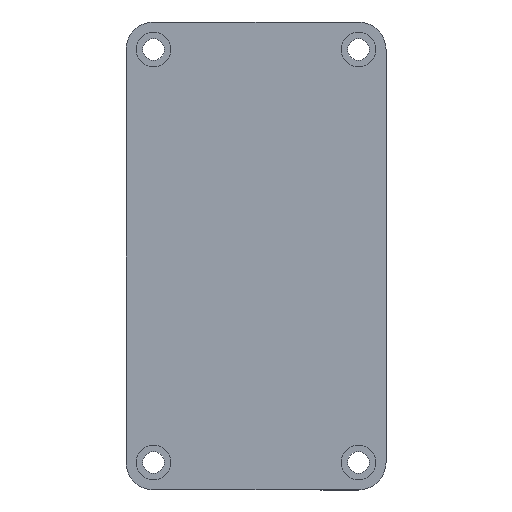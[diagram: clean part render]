
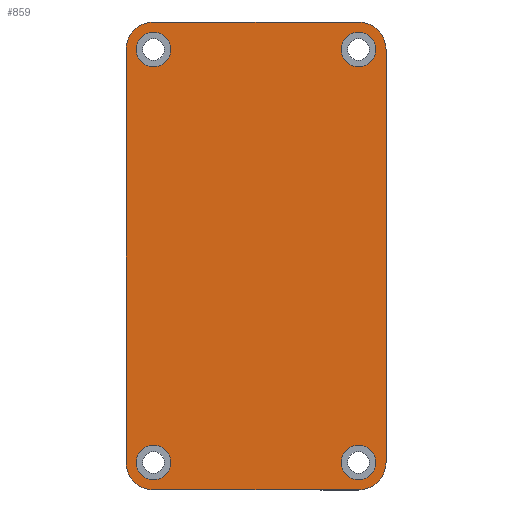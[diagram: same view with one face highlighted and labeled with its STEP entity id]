
A CAD part, front view. The second image highlights one B-rep face of the part: STEP entity #859.
In plain terms, the highlighted planar face has unit normal (0, -1, 0).
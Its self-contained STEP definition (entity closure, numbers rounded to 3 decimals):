
#34=FACE_BOUND('',#147,.T.);
#35=FACE_BOUND('',#148,.T.);
#36=FACE_BOUND('',#149,.T.);
#37=FACE_BOUND('',#150,.T.);
#52=CIRCLE('',#921,3.18);
#53=CIRCLE('',#923,3.18);
#56=CIRCLE('',#930,2.);
#58=CIRCLE('',#934,2.);
#59=CIRCLE('',#936,3.18);
#60=CIRCLE('',#937,3.18);
#61=CIRCLE('',#938,2.);
#62=CIRCLE('',#939,2.);
#97=FACE_OUTER_BOUND('',#146,.T.);
#146=EDGE_LOOP('',(#664,#665,#666,#667,#668,#669,#670,#671));
#147=EDGE_LOOP('',(#672));
#148=EDGE_LOOP('',(#673));
#149=EDGE_LOOP('',(#674));
#150=EDGE_LOOP('',(#675));
#226=LINE('',#1346,#316);
#230=LINE('',#1364,#320);
#231=LINE('',#1368,#321);
#232=LINE('',#1371,#322);
#316=VECTOR('',#1084,10.);
#320=VECTOR('',#1106,10.);
#321=VECTOR('',#1109,10.);
#322=VECTOR('',#1112,10.);
#395=VERTEX_POINT('',#1323);
#396=VERTEX_POINT('',#1325);
#399=VERTEX_POINT('',#1332);
#400=VERTEX_POINT('',#1334);
#405=VERTEX_POINT('',#1352);
#407=VERTEX_POINT('',#1359);
#408=VERTEX_POINT('',#1363);
#409=VERTEX_POINT('',#1365);
#410=VERTEX_POINT('',#1367);
#411=VERTEX_POINT('',#1369);
#412=VERTEX_POINT('',#1372);
#413=VERTEX_POINT('',#1374);
#490=EDGE_CURVE('',#395,#396,#52,.T.);
#494=EDGE_CURVE('',#399,#400,#53,.T.);
#500=EDGE_CURVE('',#399,#396,#226,.T.);
#503=EDGE_CURVE('',#405,#405,#56,.T.);
#506=EDGE_CURVE('',#407,#407,#58,.T.);
#508=EDGE_CURVE('',#395,#408,#230,.T.);
#509=EDGE_CURVE('',#409,#408,#59,.T.);
#510=EDGE_CURVE('',#409,#410,#231,.T.);
#511=EDGE_CURVE('',#411,#410,#60,.T.);
#512=EDGE_CURVE('',#411,#400,#232,.T.);
#513=EDGE_CURVE('',#412,#412,#61,.T.);
#514=EDGE_CURVE('',#413,#413,#62,.T.);
#664=ORIENTED_EDGE('',*,*,#508,.T.);
#665=ORIENTED_EDGE('',*,*,#509,.F.);
#666=ORIENTED_EDGE('',*,*,#510,.T.);
#667=ORIENTED_EDGE('',*,*,#511,.F.);
#668=ORIENTED_EDGE('',*,*,#512,.T.);
#669=ORIENTED_EDGE('',*,*,#494,.F.);
#670=ORIENTED_EDGE('',*,*,#500,.T.);
#671=ORIENTED_EDGE('',*,*,#490,.F.);
#672=ORIENTED_EDGE('',*,*,#503,.T.);
#673=ORIENTED_EDGE('',*,*,#506,.T.);
#674=ORIENTED_EDGE('',*,*,#513,.T.);
#675=ORIENTED_EDGE('',*,*,#514,.T.);
#821=PLANE('',#935);
#859=ADVANCED_FACE('',(#97,#34,#35,#36,#37),#821,.F.);
#921=AXIS2_PLACEMENT_3D('',#1326,#1065,#1066);
#923=AXIS2_PLACEMENT_3D('',#1335,#1072,#1073);
#930=AXIS2_PLACEMENT_3D('',#1353,#1092,#1093);
#934=AXIS2_PLACEMENT_3D('',#1360,#1101,#1102);
#935=AXIS2_PLACEMENT_3D('',#1362,#1104,#1105);
#936=AXIS2_PLACEMENT_3D('',#1366,#1107,#1108);
#937=AXIS2_PLACEMENT_3D('',#1370,#1110,#1111);
#938=AXIS2_PLACEMENT_3D('',#1373,#1113,#1114);
#939=AXIS2_PLACEMENT_3D('',#1375,#1115,#1116);
#1065=DIRECTION('center_axis',(0.,1.,0.));
#1066=DIRECTION('ref_axis',(0.,0.,-1.));
#1072=DIRECTION('center_axis',(0.,1.,0.));
#1073=DIRECTION('ref_axis',(-1.,0.,0.));
#1084=DIRECTION('',(0.,0.,-1.));
#1092=DIRECTION('center_axis',(0.,1.,0.));
#1093=DIRECTION('ref_axis',(1.,0.,0.));
#1101=DIRECTION('center_axis',(0.,1.,0.));
#1102=DIRECTION('ref_axis',(1.,0.,0.));
#1104=DIRECTION('center_axis',(0.,1.,0.));
#1105=DIRECTION('ref_axis',(1.,0.,0.));
#1106=DIRECTION('',(1.,0.,0.));
#1107=DIRECTION('center_axis',(0.,1.,0.));
#1108=DIRECTION('ref_axis',(1.,0.,0.));
#1109=DIRECTION('',(0.,0.,1.));
#1110=DIRECTION('center_axis',(0.,1.,0.));
#1111=DIRECTION('ref_axis',(0.,0.,1.));
#1112=DIRECTION('',(-1.,0.,0.));
#1113=DIRECTION('center_axis',(0.,1.,0.));
#1114=DIRECTION('ref_axis',(1.,0.,0.));
#1115=DIRECTION('center_axis',(0.,1.,0.));
#1116=DIRECTION('ref_axis',(1.,0.,0.));
#1323=CARTESIAN_POINT('',(108.68,0.,0.));
#1325=CARTESIAN_POINT('',(105.5,0.,3.18));
#1326=CARTESIAN_POINT('Origin',(108.68,0.,3.18));
#1332=CARTESIAN_POINT('',(105.5,0.,50.82));
#1334=CARTESIAN_POINT('',(108.68,0.,54.));
#1335=CARTESIAN_POINT('Origin',(108.68,0.,50.82));
#1346=CARTESIAN_POINT('',(105.5,0.,50.82));
#1352=CARTESIAN_POINT('',(106.68,0.,3.18));
#1353=CARTESIAN_POINT('Origin',(108.68,0.,3.18));
#1359=CARTESIAN_POINT('',(106.68,0.,50.82));
#1360=CARTESIAN_POINT('Origin',(108.68,0.,50.82));
#1362=CARTESIAN_POINT('Origin',(146.25,0.,27.));
#1363=CARTESIAN_POINT('',(132.32,0.,0.));
#1364=CARTESIAN_POINT('',(106.68,0.,0.));
#1365=CARTESIAN_POINT('',(135.5,0.,3.18));
#1366=CARTESIAN_POINT('Origin',(132.32,0.,3.18));
#1367=CARTESIAN_POINT('',(135.5,0.,50.82));
#1368=CARTESIAN_POINT('',(135.5,0.,3.18));
#1369=CARTESIAN_POINT('',(132.32,0.,54.));
#1370=CARTESIAN_POINT('Origin',(132.32,0.,50.82));
#1371=CARTESIAN_POINT('',(187.82,0.,54.));
#1372=CARTESIAN_POINT('',(130.32,0.,50.82));
#1373=CARTESIAN_POINT('Origin',(132.32,0.,50.82));
#1374=CARTESIAN_POINT('',(130.32,0.,3.18));
#1375=CARTESIAN_POINT('Origin',(132.32,0.,3.18));
